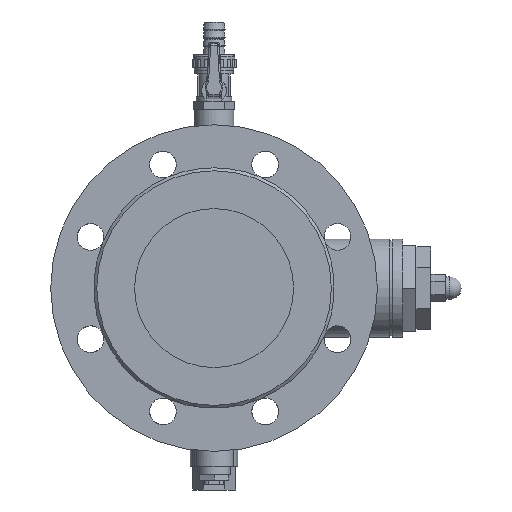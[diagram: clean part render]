
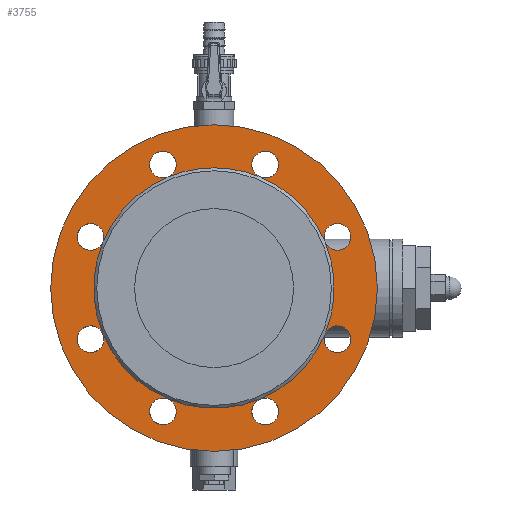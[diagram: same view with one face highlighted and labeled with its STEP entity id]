
A CAD part, left-side view. The second image highlights one B-rep face of the part: STEP entity #3755.
In plain terms, the highlighted planar face has unit normal (-1, 0, 0).
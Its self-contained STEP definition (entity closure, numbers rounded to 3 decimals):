
#117=FACE_BOUND('',#762,.T.);
#455=FACE_OUTER_BOUND('',#761,.T.);
#761=EDGE_LOOP('',(#3305));
#762=EDGE_LOOP('',(#3306,#3307,#3308,#3309,#3310,#3311,#3312,#3313,#3314,
#3315,#3316,#3317,#3318,#3319,#3320,#3321));
#1506=CIRCLE('',#4203,9.);
#1508=CIRCLE('',#4206,9.);
#1510=CIRCLE('',#4209,9.);
#1512=CIRCLE('',#4212,9.);
#1514=CIRCLE('',#4215,9.);
#1516=CIRCLE('',#4218,9.);
#1518=CIRCLE('',#4221,9.);
#1520=CIRCLE('',#4224,110.);
#1521=CIRCLE('',#4225,81.);
#1522=CIRCLE('',#4226,81.);
#1523=CIRCLE('',#4227,81.);
#1524=CIRCLE('',#4228,81.);
#1525=CIRCLE('',#4229,81.);
#1526=CIRCLE('',#4230,81.);
#1527=CIRCLE('',#4231,81.);
#1528=CIRCLE('',#4232,81.);
#1529=CIRCLE('',#4233,9.);
#1854=VERTEX_POINT('',#7127);
#1856=VERTEX_POINT('',#7132);
#1858=VERTEX_POINT('',#7137);
#1860=VERTEX_POINT('',#7142);
#1862=VERTEX_POINT('',#7147);
#1864=VERTEX_POINT('',#7152);
#1866=VERTEX_POINT('',#7157);
#1868=VERTEX_POINT('',#7162);
#1869=VERTEX_POINT('',#7164);
#2352=EDGE_CURVE('',#1854,#1854,#1506,.T.);
#2354=EDGE_CURVE('',#1856,#1856,#1508,.T.);
#2356=EDGE_CURVE('',#1858,#1858,#1510,.T.);
#2358=EDGE_CURVE('',#1860,#1860,#1512,.T.);
#2360=EDGE_CURVE('',#1862,#1862,#1514,.T.);
#2362=EDGE_CURVE('',#1864,#1864,#1516,.T.);
#2364=EDGE_CURVE('',#1866,#1866,#1518,.T.);
#2366=EDGE_CURVE('',#1868,#1868,#1520,.T.);
#2367=EDGE_CURVE('',#1869,#1866,#1521,.T.);
#2368=EDGE_CURVE('',#1866,#1864,#1522,.T.);
#2369=EDGE_CURVE('',#1864,#1862,#1523,.T.);
#2370=EDGE_CURVE('',#1862,#1860,#1524,.T.);
#2371=EDGE_CURVE('',#1860,#1858,#1525,.T.);
#2372=EDGE_CURVE('',#1858,#1856,#1526,.T.);
#2373=EDGE_CURVE('',#1856,#1854,#1527,.T.);
#2374=EDGE_CURVE('',#1854,#1869,#1528,.T.);
#2375=EDGE_CURVE('',#1869,#1869,#1529,.T.);
#3305=ORIENTED_EDGE('',*,*,#2366,.F.);
#3306=ORIENTED_EDGE('',*,*,#2367,.T.);
#3307=ORIENTED_EDGE('',*,*,#2364,.T.);
#3308=ORIENTED_EDGE('',*,*,#2368,.T.);
#3309=ORIENTED_EDGE('',*,*,#2362,.T.);
#3310=ORIENTED_EDGE('',*,*,#2369,.T.);
#3311=ORIENTED_EDGE('',*,*,#2360,.T.);
#3312=ORIENTED_EDGE('',*,*,#2370,.T.);
#3313=ORIENTED_EDGE('',*,*,#2358,.T.);
#3314=ORIENTED_EDGE('',*,*,#2371,.T.);
#3315=ORIENTED_EDGE('',*,*,#2356,.T.);
#3316=ORIENTED_EDGE('',*,*,#2372,.T.);
#3317=ORIENTED_EDGE('',*,*,#2354,.T.);
#3318=ORIENTED_EDGE('',*,*,#2373,.T.);
#3319=ORIENTED_EDGE('',*,*,#2352,.T.);
#3320=ORIENTED_EDGE('',*,*,#2374,.T.);
#3321=ORIENTED_EDGE('',*,*,#2375,.T.);
#3532=PLANE('',#4223);
#3755=ADVANCED_FACE('',(#455,#117),#3532,.T.);
#4203=AXIS2_PLACEMENT_3D('',#7128,#5361,#5362);
#4206=AXIS2_PLACEMENT_3D('',#7133,#5367,#5368);
#4209=AXIS2_PLACEMENT_3D('',#7138,#5373,#5374);
#4212=AXIS2_PLACEMENT_3D('',#7143,#5379,#5380);
#4215=AXIS2_PLACEMENT_3D('',#7148,#5385,#5386);
#4218=AXIS2_PLACEMENT_3D('',#7153,#5391,#5392);
#4221=AXIS2_PLACEMENT_3D('',#7158,#5397,#5398);
#4223=AXIS2_PLACEMENT_3D('',#7161,#5401,#5402);
#4224=AXIS2_PLACEMENT_3D('',#7163,#5403,#5404);
#4225=AXIS2_PLACEMENT_3D('',#7165,#5405,#5406);
#4226=AXIS2_PLACEMENT_3D('',#7166,#5407,#5408);
#4227=AXIS2_PLACEMENT_3D('',#7167,#5409,#5410);
#4228=AXIS2_PLACEMENT_3D('',#7168,#5411,#5412);
#4229=AXIS2_PLACEMENT_3D('',#7169,#5413,#5414);
#4230=AXIS2_PLACEMENT_3D('',#7170,#5415,#5416);
#4231=AXIS2_PLACEMENT_3D('',#7171,#5417,#5418);
#4232=AXIS2_PLACEMENT_3D('',#7172,#5419,#5420);
#4233=AXIS2_PLACEMENT_3D('',#7173,#5421,#5422);
#5361=DIRECTION('center_axis',(1.,0.,0.));
#5362=DIRECTION('ref_axis',(0.,0.707,-0.707));
#5367=DIRECTION('center_axis',(1.,0.,0.));
#5368=DIRECTION('ref_axis',(0.,0.,-1.));
#5373=DIRECTION('center_axis',(1.,0.,0.));
#5374=DIRECTION('ref_axis',(0.,-0.707,-0.707));
#5379=DIRECTION('center_axis',(1.,0.,0.));
#5380=DIRECTION('ref_axis',(0.,-1.,0.));
#5385=DIRECTION('center_axis',(1.,0.,0.));
#5386=DIRECTION('ref_axis',(0.,-0.707,0.707));
#5391=DIRECTION('center_axis',(1.,0.,0.));
#5392=DIRECTION('ref_axis',(0.,0.,1.));
#5397=DIRECTION('center_axis',(1.,0.,0.));
#5398=DIRECTION('ref_axis',(0.,0.707,0.707));
#5401=DIRECTION('center_axis',(-1.,0.,0.));
#5402=DIRECTION('ref_axis',(0.,-1.,0.));
#5403=DIRECTION('center_axis',(1.,0.,0.));
#5404=DIRECTION('ref_axis',(0.,1.,0.));
#5405=DIRECTION('center_axis',(1.,0.,0.));
#5406=DIRECTION('ref_axis',(0.,1.,0.));
#5407=DIRECTION('center_axis',(1.,0.,0.));
#5408=DIRECTION('ref_axis',(0.,1.,0.));
#5409=DIRECTION('center_axis',(1.,0.,0.));
#5410=DIRECTION('ref_axis',(0.,1.,0.));
#5411=DIRECTION('center_axis',(1.,0.,0.));
#5412=DIRECTION('ref_axis',(0.,1.,0.));
#5413=DIRECTION('center_axis',(1.,0.,0.));
#5414=DIRECTION('ref_axis',(0.,1.,0.));
#5415=DIRECTION('center_axis',(1.,0.,0.));
#5416=DIRECTION('ref_axis',(0.,1.,0.));
#5417=DIRECTION('center_axis',(1.,0.,0.));
#5418=DIRECTION('ref_axis',(0.,1.,0.));
#5419=DIRECTION('center_axis',(1.,0.,0.));
#5420=DIRECTION('ref_axis',(0.,1.,0.));
#5421=DIRECTION('center_axis',(1.,0.,0.));
#5422=DIRECTION('ref_axis',(0.,1.,0.));
#7127=CARTESIAN_POINT('',(2.,74.834,-30.997));
#7128=CARTESIAN_POINT('Origin',(2.,83.149,-34.442));
#7132=CARTESIAN_POINT('',(2.,30.997,-74.834));
#7133=CARTESIAN_POINT('Origin',(2.,34.442,-83.149));
#7137=CARTESIAN_POINT('',(2.,-30.997,-74.834));
#7138=CARTESIAN_POINT('Origin',(2.,-34.442,-83.149));
#7142=CARTESIAN_POINT('',(2.,-74.834,-30.997));
#7143=CARTESIAN_POINT('Origin',(2.,-83.149,-34.442));
#7147=CARTESIAN_POINT('',(2.,-74.834,30.997));
#7148=CARTESIAN_POINT('Origin',(2.,-83.149,34.442));
#7152=CARTESIAN_POINT('',(2.,-30.997,74.834));
#7153=CARTESIAN_POINT('Origin',(2.,-34.442,83.149));
#7157=CARTESIAN_POINT('',(2.,30.997,74.834));
#7158=CARTESIAN_POINT('Origin',(2.,34.442,83.149));
#7161=CARTESIAN_POINT('Origin',(2.,0.,110.));
#7162=CARTESIAN_POINT('',(2.,0.,110.));
#7163=CARTESIAN_POINT('Origin',(2.,0.,0.));
#7164=CARTESIAN_POINT('',(2.,74.834,30.997));
#7165=CARTESIAN_POINT('Origin',(2.,0.,0.));
#7166=CARTESIAN_POINT('Origin',(2.,0.,0.));
#7167=CARTESIAN_POINT('Origin',(2.,0.,0.));
#7168=CARTESIAN_POINT('Origin',(2.,0.,0.));
#7169=CARTESIAN_POINT('Origin',(2.,0.,0.));
#7170=CARTESIAN_POINT('Origin',(2.,0.,0.));
#7171=CARTESIAN_POINT('Origin',(2.,0.,0.));
#7172=CARTESIAN_POINT('Origin',(2.,0.,0.));
#7173=CARTESIAN_POINT('Origin',(2.,83.149,34.442));
